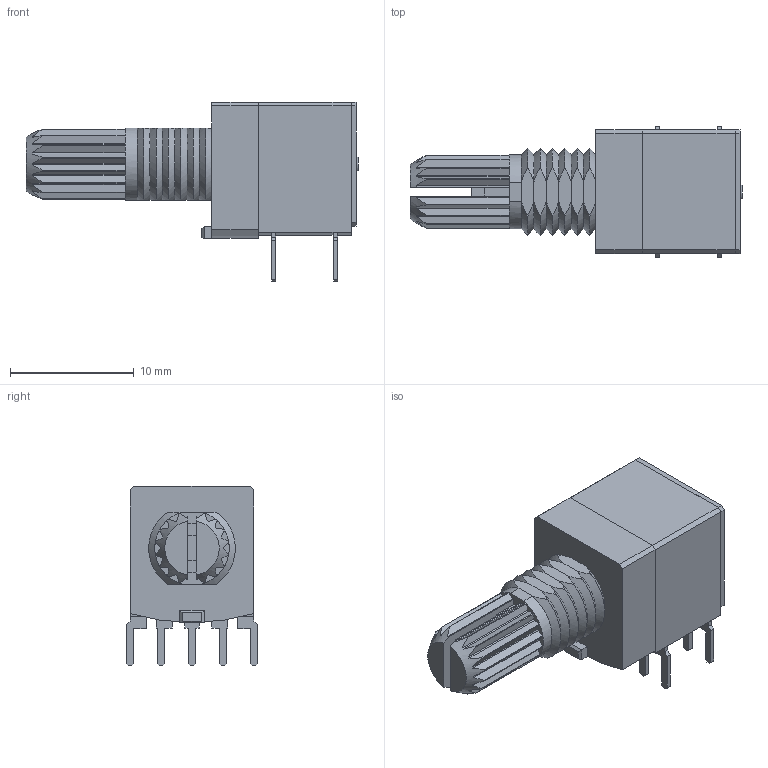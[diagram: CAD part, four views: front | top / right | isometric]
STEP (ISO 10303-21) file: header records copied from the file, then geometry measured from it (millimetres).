
FILE_DESCRIPTION(/* description */ (''),/* implementation_level */ '2;1');
FILE_NAME(/* name */ 'SW_ALPS_SRBM131300.stp',/* time_stamp */ '2017-05-09T14:55:38+02:00',/* author */ ('jchouvet'),/* organization */ (''),/* preprocessor_version */ 'ST-DEVELOPER v16.1',/* originating_system */ 'AutoCAD Mechanical',/* authorisation */ '');
FILE_SCHEMA (('AUTOMOTIVE_DESIGN { 1 0 10303 214 3 1 1 }'));
Length unit declared in the file: millimetre
Products named in the file (1): Product
Bounding box: 26.8 x 10.6 x 14.5 mm (x, y, z)
Volume: 1631.4 mm3; surface area: 2009.2 mm2
Topology: 22 solids, 22 shells, 309 faces, 792 edges, 527 vertices
Faces by surface type: plane 274, cone 28, cylinder 7
Full cylindrical faces by diameter (mm): 1.5 x1, 2 x1
Entity records: 9176 total; most frequent: CARTESIAN_POINT 1834, ORIENTED_EDGE 1578, DIRECTION 1401, EDGE_CURVE 789, LINE 593, VECTOR 593, VERTEX_POINT 527, AXIS2_PLACEMENT_3D 404
